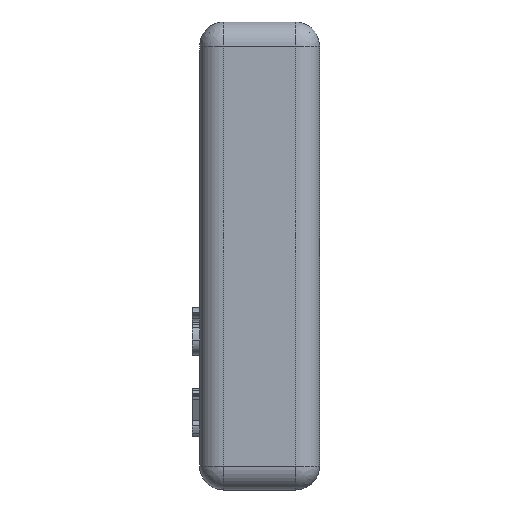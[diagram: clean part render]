
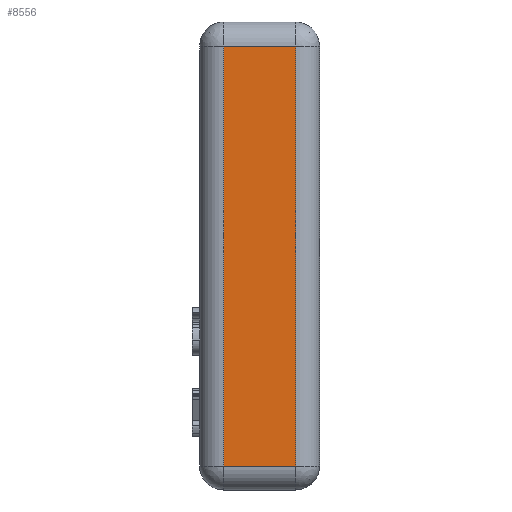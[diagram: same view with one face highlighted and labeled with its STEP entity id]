
A CAD part, left-side view. The second image highlights one B-rep face of the part: STEP entity #8556.
In plain terms, the highlighted planar face has unit normal (-1, 0, 0).
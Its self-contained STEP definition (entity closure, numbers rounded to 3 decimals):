
#1269=PLANE('',#9104);
#1317=LINE('',#10039,#1834);
#1357=LINE('',#14312,#1874);
#1362=LINE('',#14336,#1879);
#1363=LINE('',#14337,#1880);
#1834=VECTOR('',#9242,1000.);
#1874=VECTOR('',#9326,1000.);
#1879=VECTOR('',#9359,1000.);
#1880=VECTOR('',#9360,1000.);
#2392=FACE_OUTER_BOUND('',#2899,.T.);
#2899=EDGE_LOOP('',(#6243,#6244,#6245,#6246));
#3438=VERTEX_POINT('',#9993);
#3440=VERTEX_POINT('',#9999);
#3448=VERTEX_POINT('',#10016);
#3451=VERTEX_POINT('',#10023);
#4376=EDGE_CURVE('',#3438,#3448,#1317,.T.);
#4804=EDGE_CURVE('',#3438,#3440,#1357,.T.);
#4817=EDGE_CURVE('',#3448,#3451,#1362,.T.);
#4818=EDGE_CURVE('',#3451,#3440,#1363,.T.);
#6243=ORIENTED_EDGE('',*,*,#4376,.T.);
#6244=ORIENTED_EDGE('',*,*,#4817,.T.);
#6245=ORIENTED_EDGE('',*,*,#4818,.T.);
#6246=ORIENTED_EDGE('',*,*,#4804,.F.);
#8556=ADVANCED_FACE('',(#2392),#1269,.T.);
#9104=AXIS2_PLACEMENT_3D('',#14335,#9357,#9358);
#9242=DIRECTION('',(0.,1.,0.));
#9326=DIRECTION('',(0.,0.,-1.));
#9357=DIRECTION('center_axis',(-1.,0.,0.));
#9358=DIRECTION('ref_axis',(0.,0.,1.));
#9359=DIRECTION('',(0.,0.,-1.));
#9360=DIRECTION('',(0.,-1.,0.));
#9993=CARTESIAN_POINT('',(-4.,2.,18.));
#9999=CARTESIAN_POINT('',(-4.,2.,-17.));
#10016=CARTESIAN_POINT('',(-4.,8.,18.));
#10023=CARTESIAN_POINT('',(-4.,8.,-17.));
#10039=CARTESIAN_POINT('',(-4.,0.,18.));
#14312=CARTESIAN_POINT('',(-4.,2.,10.25));
#14335=CARTESIAN_POINT('Origin',(-4.,0.,-19.));
#14336=CARTESIAN_POINT('',(-4.,8.,-19.));
#14337=CARTESIAN_POINT('',(-4.,0.,-17.));
